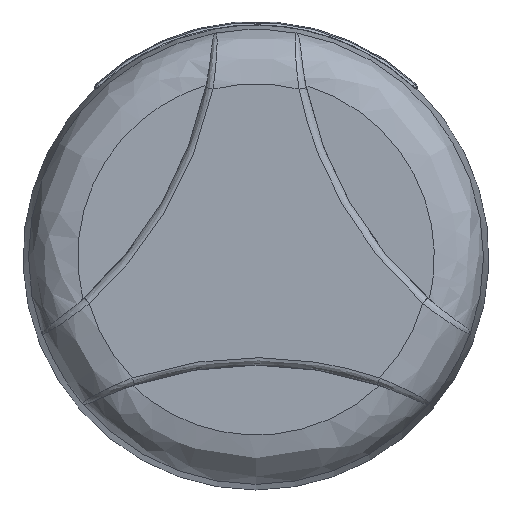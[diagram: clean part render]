
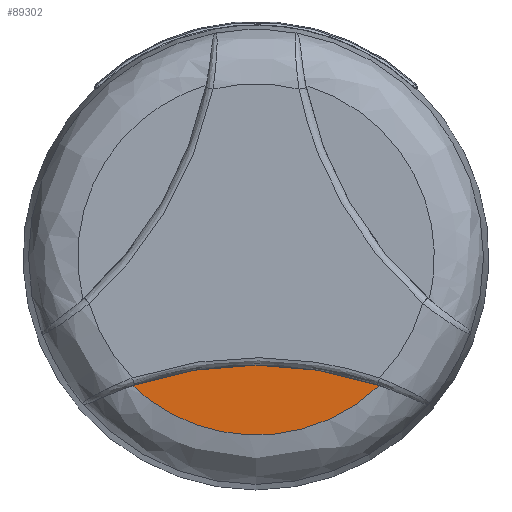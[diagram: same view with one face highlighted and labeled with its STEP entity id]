
A CAD part, top view. The second image highlights one B-rep face of the part: STEP entity #89302.
In plain terms, the highlighted planar face has unit normal (0, 0, 1).
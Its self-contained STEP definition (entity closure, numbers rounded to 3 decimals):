
#6117 = CARTESIAN_POINT ( 'NONE',  ( 10.196, -40.163, 21.9 ) ) ;
#13403 = EDGE_LOOP ( 'NONE', ( #101796, #108362 ) ) ;
#26280 = CARTESIAN_POINT ( 'NONE',  ( 0., -98.996, 21.9 ) ) ;
#38984 = CIRCLE ( 'NONE', #96174, 77.073 ) ;
#49755 = EDGE_CURVE ( 'NONE', #103410, #56760, #79965, .T. ) ;
#50947 = CARTESIAN_POINT ( 'NONE',  ( 24.933, -26.068, 21.9 ) ) ;
#51594 = CARTESIAN_POINT ( 'NONE',  ( -24.933, -26.068, 21.9 ) ) ;
#53059 = EDGE_CURVE ( 'NONE', #103410, #56760, #38984, .T. ) ;
#53849 = DIRECTION ( 'NONE',  ( 0., -1., 0. ) ) ;
#56760 = VERTEX_POINT ( 'NONE', #51594 ) ;
#57918 = CARTESIAN_POINT ( 'NONE',  ( -10.196, -40.163, 21.9 ) ) ;
#59062 = CARTESIAN_POINT ( 'NONE',  ( 7.241, -12.861, 21.9 ) ) ;
#61424 = DIRECTION ( 'NONE',  ( 0., 0., 1. ) ) ;
#62588 = FACE_OUTER_BOUND ( 'NONE', #13403, .T. ) ;
#66569 = CARTESIAN_POINT ( 'NONE',  ( -24.933, -26.068, 21.9 ) ) ;
#79965 =( BOUNDED_CURVE ( )  B_SPLINE_CURVE ( 3, ( #83303, #6117, #57918, #66569 ),
 .UNSPECIFIED., .F., .F. ) 
 B_SPLINE_CURVE_WITH_KNOTS ( ( 4, 4 ),
 ( 0., 1. ),
 .UNSPECIFIED. ) 
 CURVE ( )  GEOMETRIC_REPRESENTATION_ITEM ( )  RATIONAL_B_SPLINE_CURVE ( ( 1., 0.815, 0.815, 1. ) ) 
 REPRESENTATION_ITEM ( '' )  );
#83303 = CARTESIAN_POINT ( 'NONE',  ( 24.933, -26.068, 21.9 ) ) ;
#89302 = ADVANCED_FACE ( 'NONE', ( #62588 ), #97829, .T. ) ;
#91989 = DIRECTION ( 'NONE',  ( 0., 0., 1. ) ) ;
#92569 = DIRECTION ( 'NONE',  ( 0., -1., 0. ) ) ;
#96174 = AXIS2_PLACEMENT_3D ( 'NONE', #26280, #61424, #53849 ) ;
#97829 = PLANE ( 'NONE',  #99016 ) ;
#99016 = AXIS2_PLACEMENT_3D ( 'NONE', #59062, #91989, #92569 ) ;
#101796 = ORIENTED_EDGE ( 'NONE', *, *, #53059, .T. ) ;
#103410 = VERTEX_POINT ( 'NONE', #50947 ) ;
#108362 = ORIENTED_EDGE ( 'NONE', *, *, #49755, .F. ) ;
